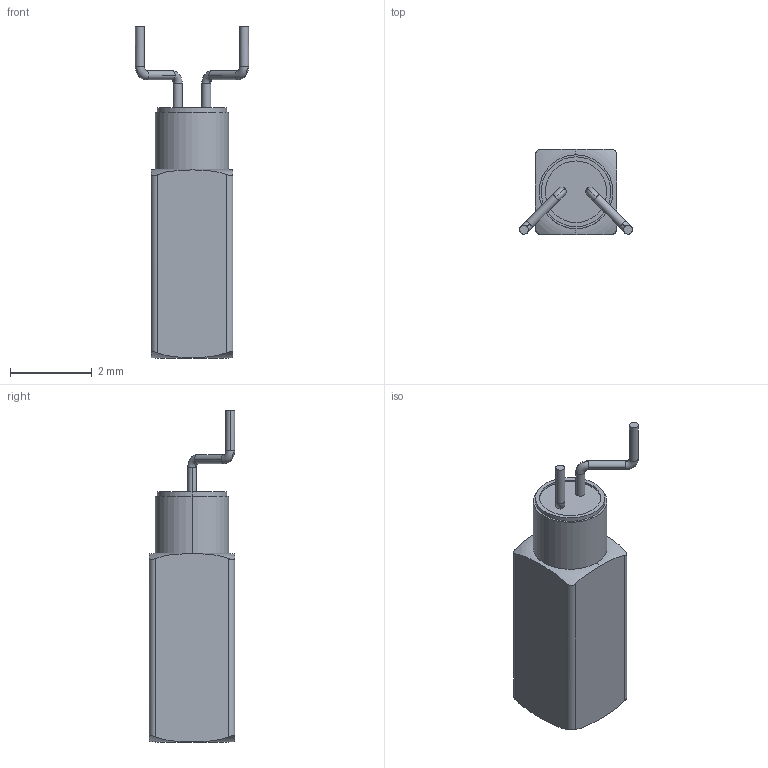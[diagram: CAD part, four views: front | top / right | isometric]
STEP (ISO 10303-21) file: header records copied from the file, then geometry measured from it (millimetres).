
FILE_DESCRIPTION (( 'STEP AP214' ), '1' );
FILE_NAME ('MS1V-T1K.STEP', '2021-06-18T18:30:03', ( '' ), ( '' ), 'SwSTEP 2.0', 'SolidWorks 2017', '' );
FILE_SCHEMA (( 'AUTOMOTIVE_DESIGN' ));
Length unit declared in the file: millimetre
Products named in the file (1): MS1V-T1K
Bounding box: 2.76 x 2.08 x 8.1 mm (x, y, z)
Volume: 22.9 mm3; surface area: 61.6 mm2
Topology: 4 solids, 4 shells, 50 faces, 120 edges, 80 vertices
Faces by surface type: cylinder 24, plane 14, torus 12
Entity records: 1737 total; most frequent: CARTESIAN_POINT 471, DIRECTION 274, ORIENTED_EDGE 240, AXIS2_PLACEMENT_3D 123, EDGE_CURVE 120, VERTEX_POINT 80, CIRCLE 72, EDGE_LOOP 52
